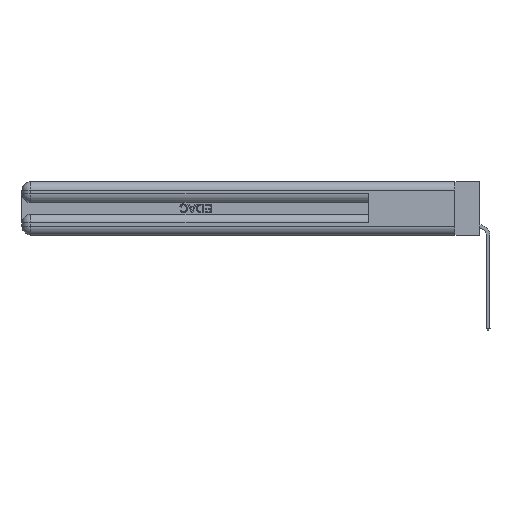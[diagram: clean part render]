
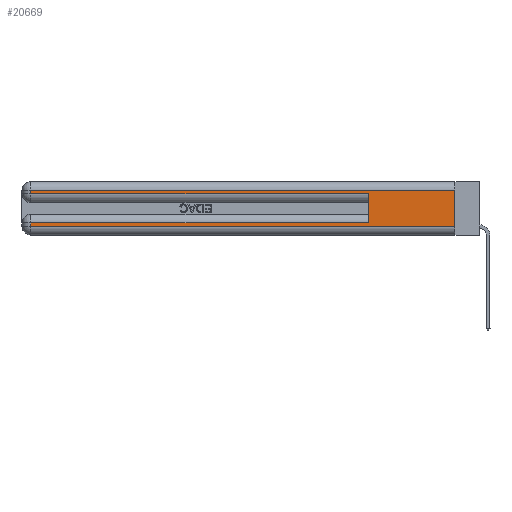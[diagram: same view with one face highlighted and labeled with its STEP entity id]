
A CAD part, left-side view. The second image highlights one B-rep face of the part: STEP entity #20669.
In plain terms, the highlighted planar face has unit normal (-1, 0, 0).
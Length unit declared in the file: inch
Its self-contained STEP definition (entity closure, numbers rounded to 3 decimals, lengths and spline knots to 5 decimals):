
#106 = LINE ( 'NONE', #8721, #9664 ) ;
#217 = EDGE_CURVE ( 'NONE', #14107, #5474, #6147, .T. ) ;
#1280 = VERTEX_POINT ( 'NONE', #9474 ) ;
#1874 = FACE_OUTER_BOUND ( 'NONE', #6870, .T. ) ;
#2115 = DIRECTION ( 'NONE',  ( 0., 0., -1. ) ) ;
#2638 = VERTEX_POINT ( 'NONE', #16096 ) ;
#2709 = ORIENTED_EDGE ( 'NONE', *, *, #18267, .F. ) ;
#3310 = AXIS2_PLACEMENT_3D ( 'NONE', #5864, #13517, #2115 ) ;
#3333 = CARTESIAN_POINT ( 'NONE',  ( 0., 0.6, 0.285 ) ) ;
#4195 = CARTESIAN_POINT ( 'NONE',  ( 0., 0., 0.085 ) ) ;
#4387 = VECTOR ( 'NONE', #5398, 39.37008 ) ;
#4848 = EDGE_CURVE ( 'NONE', #7096, #14107, #7290, .T. ) ;
#5398 = DIRECTION ( 'NONE',  ( 0., 0., -1. ) ) ;
#5474 = VERTEX_POINT ( 'NONE', #6673 ) ;
#5861 = DIRECTION ( 'NONE',  ( 0., 1., 0. ) ) ;
#5864 = CARTESIAN_POINT ( 'NONE',  ( 0., 0., 0.37 ) ) ;
#6011 = ORIENTED_EDGE ( 'NONE', *, *, #4848, .T. ) ;
#6147 = LINE ( 'NONE', #7669, #7932 ) ;
#6673 = CARTESIAN_POINT ( 'NONE',  ( 0., 2.94, 0.285 ) ) ;
#6870 = EDGE_LOOP ( 'NONE', ( #2709, #6011, #7432, #12629, #12914, #14952, #15517, #24223 ) ) ;
#7096 = VERTEX_POINT ( 'NONE', #23153 ) ;
#7290 = LINE ( 'NONE', #21145, #16811 ) ;
#7432 = ORIENTED_EDGE ( 'NONE', *, *, #217, .T. ) ;
#7669 = CARTESIAN_POINT ( 'NONE',  ( 0., 2.94, 0.37 ) ) ;
#7932 = VECTOR ( 'NONE', #19064, 39.37008 ) ;
#7969 = VERTEX_POINT ( 'NONE', #3333 ) ;
#8636 = DIRECTION ( 'NONE',  ( 0., -1., 0. ) ) ;
#8721 = CARTESIAN_POINT ( 'NONE',  ( 0., 0., 0.285 ) ) ;
#8976 = EDGE_CURVE ( 'NONE', #1280, #7969, #19358, .T. ) ;
#9196 = CARTESIAN_POINT ( 'NONE',  ( 0., 0., 0.06 ) ) ;
#9474 = CARTESIAN_POINT ( 'NONE',  ( 0., 0.6, 0.085 ) ) ;
#9607 = DIRECTION ( 'NONE',  ( 0., -1., 0. ) ) ;
#9664 = VECTOR ( 'NONE', #8636, 39.37008 ) ;
#9873 = CARTESIAN_POINT ( 'NONE',  ( 0., 2.94, 0.37 ) ) ;
#12172 = VECTOR ( 'NONE', #9607, 39.37008 ) ;
#12629 = ORIENTED_EDGE ( 'NONE', *, *, #20288, .T. ) ;
#12914 = ORIENTED_EDGE ( 'NONE', *, *, #8976, .F. ) ;
#13365 = CARTESIAN_POINT ( 'NONE',  ( 0., 2.94, 0.085 ) ) ;
#13403 = CARTESIAN_POINT ( 'NONE',  ( 0., 0., 0.06 ) ) ;
#13517 = DIRECTION ( 'NONE',  ( 1., 0., 0. ) ) ;
#14107 = VERTEX_POINT ( 'NONE', #18362 ) ;
#14303 = VECTOR ( 'NONE', #19991, 39.37008 ) ;
#14358 = EDGE_CURVE ( 'NONE', #21865, #2638, #24216, .T. ) ;
#14952 = ORIENTED_EDGE ( 'NONE', *, *, #24439, .T. ) ;
#15517 = ORIENTED_EDGE ( 'NONE', *, *, #14358, .T. ) ;
#15602 = DIRECTION ( 'NONE',  ( 0., 1., 0. ) ) ;
#16096 = CARTESIAN_POINT ( 'NONE',  ( 0., 2.94, 0.06 ) ) ;
#16173 = CARTESIAN_POINT ( 'NONE',  ( 0., 0.6, 0.145 ) ) ;
#16471 = VECTOR ( 'NONE', #23176, 39.37008 ) ;
#16796 = CARTESIAN_POINT ( 'NONE',  ( 0., 0., 0.37 ) ) ;
#16811 = VECTOR ( 'NONE', #5861, 39.37008 ) ;
#17077 = VERTEX_POINT ( 'NONE', #9196 ) ;
#17245 = LINE ( 'NONE', #13403, #12172 ) ;
#18267 = EDGE_CURVE ( 'NONE', #7096, #17077, #18956, .T. ) ;
#18274 = LINE ( 'NONE', #4195, #22726 ) ;
#18362 = CARTESIAN_POINT ( 'NONE',  ( 0., 2.94, 0.31 ) ) ;
#18956 = LINE ( 'NONE', #16796, #4387 ) ;
#19064 = DIRECTION ( 'NONE',  ( 0., 0., -1. ) ) ;
#19358 = LINE ( 'NONE', #16173, #14303 ) ;
#19991 = DIRECTION ( 'NONE',  ( 0., 0., 1. ) ) ;
#20288 = EDGE_CURVE ( 'NONE', #5474, #7969, #106, .T. ) ;
#20669 = ADVANCED_FACE ( 'NONE', ( #1874 ), #23008, .F. ) ;
#21145 = CARTESIAN_POINT ( 'NONE',  ( 0., 0., 0.31 ) ) ;
#21198 = EDGE_CURVE ( 'NONE', #2638, #17077, #17245, .T. ) ;
#21865 = VERTEX_POINT ( 'NONE', #13365 ) ;
#22726 = VECTOR ( 'NONE', #15602, 39.37008 ) ;
#23008 = PLANE ( 'NONE',  #3310 ) ;
#23153 = CARTESIAN_POINT ( 'NONE',  ( 0., 0., 0.31 ) ) ;
#23176 = DIRECTION ( 'NONE',  ( 0., 0., -1. ) ) ;
#24216 = LINE ( 'NONE', #9873, #16471 ) ;
#24223 = ORIENTED_EDGE ( 'NONE', *, *, #21198, .T. ) ;
#24439 = EDGE_CURVE ( 'NONE', #1280, #21865, #18274, .T. ) ;
